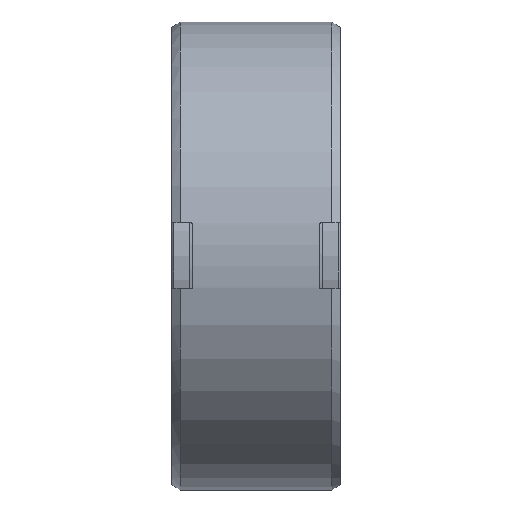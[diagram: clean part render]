
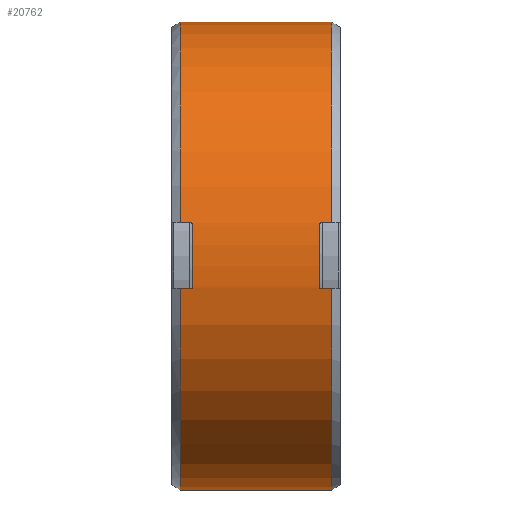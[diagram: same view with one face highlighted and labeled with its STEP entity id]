
A CAD part, top view. The second image highlights one B-rep face of the part: STEP entity #20762.
In plain terms, the highlighted cylindrical face has radius 50 mm (diameter 100 mm), a partial arc.
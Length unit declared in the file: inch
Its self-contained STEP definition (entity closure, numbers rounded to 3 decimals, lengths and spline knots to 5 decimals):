
#19305=CARTESIAN_POINT('',(0.5315,0.,0.));
#19306=DIRECTION('',(1.,0.,0.));
#19307=DIRECTION('',(0.,0.132,0.991));
#19308=AXIS2_PLACEMENT_3D('',#19305,#19306,#19307);
#19335=CARTESIAN_POINT('',(0.5315,0.25984,
1.95128));
#19336=CARTESIAN_POINT('',(0.5315,0.26204,
1.95099));
#19337=CARTESIAN_POINT('',(0.53235,0.26606,
1.95044));
#19338=CARTESIAN_POINT('',(0.53583,0.27128,
1.94972));
#19339=CARTESIAN_POINT('',(0.54106,0.27474,
1.94924));
#19340=CARTESIAN_POINT('',(0.54506,0.27559,
1.94912));
#19341=CARTESIAN_POINT('',(0.54724,0.27559,
1.94912));
#19343=CARTESIAN_POINT('',(0.54724,-0.27559,
1.94912));
#19344=CARTESIAN_POINT('',(0.54506,-0.27559,
1.94912));
#19345=CARTESIAN_POINT('',(0.54107,-0.27474,
1.94924));
#19346=CARTESIAN_POINT('',(0.53585,-0.2713,
1.94972));
#19347=CARTESIAN_POINT('',(0.53237,-0.26609,
1.95044));
#19348=CARTESIAN_POINT('',(0.5315,-0.26205,
1.95098));
#19349=CARTESIAN_POINT('',(0.5315,-0.25984,
1.95128));
#19351=DIRECTION('',(-1.,0.,0.));
#19352=VECTOR('',#19351,0.09055);
#19353=CARTESIAN_POINT('',(0.6378,-0.27559,
1.94912));
#19354=LINE('',#19353,#19352);
#19355=DIRECTION('',(-1.,0.,0.));
#19356=VECTOR('',#19355,0.09055);
#19357=CARTESIAN_POINT('',(-0.54724,-0.27559,
1.94912));
#19358=LINE('',#19357,#19356);
#19359=DIRECTION('',(1.,0.,0.));
#19360=VECTOR('',#19359,0.09055);
#19361=CARTESIAN_POINT('',(-0.6378,0.27559,
1.94912));
#19362=LINE('',#19361,#19360);
#19363=DIRECTION('',(1.,0.,0.));
#19364=VECTOR('',#19363,0.09055);
#19365=CARTESIAN_POINT('',(0.54724,0.27559,
1.94912));
#19366=LINE('',#19365,#19364);
#19386=CARTESIAN_POINT('',(0.6378,0.,0.));
#19387=DIRECTION('',(1.,0.,0.));
#19388=DIRECTION('',(0.,-0.14,0.99));
#19389=AXIS2_PLACEMENT_3D('',#19386,#19387,#19388);
#19501=DIRECTION('',(-1.,0.,0.));
#19502=VECTOR('',#19501,1.27559);
#19503=CARTESIAN_POINT('',(0.6378,-1.9685,0.));
#19504=LINE('',#19503,#19502);
#19529=DIRECTION('',(1.,0.,0.));
#19530=VECTOR('',#19529,1.27559);
#19531=CARTESIAN_POINT('',(-0.6378,1.9685,
0.));
#19532=LINE('',#19531,#19530);
#19576=CARTESIAN_POINT('',(-0.54724,-0.27559,
1.94912));
#19577=CARTESIAN_POINT('',(-0.54519,-0.27559,
1.94912));
#19578=CARTESIAN_POINT('',(-0.54108,-0.27478,
1.94923));
#19579=CARTESIAN_POINT('',(-0.53585,-0.27129,
1.94972));
#19580=CARTESIAN_POINT('',(-0.53233,-0.26607,
1.95044));
#19581=CARTESIAN_POINT('',(-0.5315,-0.26193,
1.951));
#19582=CARTESIAN_POINT('',(-0.5315,-0.25984,
1.95128));
#19600=CARTESIAN_POINT('',(-0.5315,0.,0.));
#19601=DIRECTION('',(-1.,0.,0.));
#19602=DIRECTION('',(0.,-0.132,0.991));
#19603=AXIS2_PLACEMENT_3D('',#19600,#19601,#19602);
#19622=CARTESIAN_POINT('',(-0.5315,0.25984,
1.95128));
#19623=CARTESIAN_POINT('',(-0.5315,0.26192,
1.951));
#19624=CARTESIAN_POINT('',(-0.53233,0.26607,
1.95044));
#19625=CARTESIAN_POINT('',(-0.53585,0.2713,
1.94972));
#19626=CARTESIAN_POINT('',(-0.54109,0.27478,
1.94923));
#19627=CARTESIAN_POINT('',(-0.54519,0.27559,
1.94912));
#19628=CARTESIAN_POINT('',(-0.54724,0.27559,
1.94912));
#19695=CARTESIAN_POINT('',(-0.6378,0.,0.));
#19696=DIRECTION('',(-1.,0.,0.));
#19697=DIRECTION('',(0.,0.14,0.99));
#19698=AXIS2_PLACEMENT_3D('',#19695,#19696,#19697);
#19711=CARTESIAN_POINT('',(-0.6378,0.,0.));
#19712=DIRECTION('',(-1.,0.,0.));
#19713=DIRECTION('',(0.,-1.,0.));
#19714=AXIS2_PLACEMENT_3D('',#19711,#19712,#19713);
#19902=CARTESIAN_POINT('',(0.6378,0.,0.));
#19903=DIRECTION('',(1.,0.,0.));
#19904=DIRECTION('',(0.,1.,0.));
#19905=AXIS2_PLACEMENT_3D('',#19902,#19903,#19904);
#20077=CARTESIAN_POINT('',(-0.54724,-0.27559,
1.94912));
#20078=VERTEX_POINT('',#20077);
#20081=CARTESIAN_POINT('',(-0.6378,-0.27559,
1.94912));
#20082=VERTEX_POINT('',#20081);
#20086=VERTEX_POINT('',#19582);
#20093=CARTESIAN_POINT('',(-0.6378,0.27559,
1.94912));
#20094=CARTESIAN_POINT('',(-0.54724,0.27559,
1.94912));
#20095=VERTEX_POINT('',#20093);
#20096=VERTEX_POINT('',#20094);
#20099=CARTESIAN_POINT('',(-0.5315,0.25984,
1.95128));
#20100=VERTEX_POINT('',#20099);
#20101=CARTESIAN_POINT('',(-0.6378,-1.9685,0.));
#20102=VERTEX_POINT('',#20101);
#20110=CARTESIAN_POINT('',(0.6378,-1.9685,0.));
#20111=VERTEX_POINT('',#20110);
#20112=VERTEX_POINT('',#19335);
#20113=VERTEX_POINT('',#19341);
#20117=CARTESIAN_POINT('',(-0.6378,1.9685,
0.));
#20118=VERTEX_POINT('',#20117);
#20119=CARTESIAN_POINT('',(0.6378,-0.27559,
1.94912));
#20120=VERTEX_POINT('',#20119);
#20121=CARTESIAN_POINT('',(0.6378,0.27559,
1.94912));
#20122=VERTEX_POINT('',#20121);
#20123=CARTESIAN_POINT('',(0.5315,-0.25984,
1.95128));
#20124=VERTEX_POINT('',#20123);
#20133=CARTESIAN_POINT('',(0.6378,1.9685,
0.));
#20134=VERTEX_POINT('',#20133);
#20135=CARTESIAN_POINT('',(0.54724,-0.27559,
1.94912));
#20136=VERTEX_POINT('',#20135);
#20728=CARTESIAN_POINT('',(-0.70866,0.,0.));
#20729=DIRECTION('',(1.,0.,0.));
#20730=DIRECTION('',(0.,-1.,0.));
#20731=AXIS2_PLACEMENT_3D('',#20728,#20729,#20730);
#20732=CYLINDRICAL_SURFACE('',#20731,1.9685);
#20733=ORIENTED_EDGE('',*,*,#20635,.F.);
#20734=ORIENTED_EDGE('',*,*,#20685,.T.);
#20735=ORIENTED_EDGE('',*,*,#20700,.F.);
#20736=ORIENTED_EDGE('',*,*,#20711,.F.);
#20738=ORIENTED_EDGE('',*,*,#20737,.T.);
#20740=ORIENTED_EDGE('',*,*,#20739,.T.);
#20742=ORIENTED_EDGE('',*,*,#20741,.T.);
#20744=ORIENTED_EDGE('',*,*,#20743,.F.);
#20746=ORIENTED_EDGE('',*,*,#20745,.T.);
#20748=ORIENTED_EDGE('',*,*,#20747,.T.);
#20750=ORIENTED_EDGE('',*,*,#20749,.T.);
#20752=ORIENTED_EDGE('',*,*,#20751,.F.);
#20754=ORIENTED_EDGE('',*,*,#20753,.T.);
#20756=ORIENTED_EDGE('',*,*,#20755,.T.);
#20758=ORIENTED_EDGE('',*,*,#20757,.T.);
#20759=ORIENTED_EDGE('',*,*,#20612,.F.);
#20760=EDGE_LOOP('',(#20733,#20734,#20735,#20736,#20738,#20740,#20742,#20744,
#20746,#20748,#20750,#20752,#20754,#20756,#20758,#20759));
#20761=FACE_OUTER_BOUND('',#20760,.F.);
#19309=CIRCLE('',#19308,1.9685);
#19342=B_SPLINE_CURVE_WITH_KNOTS('',3,(#19335,#19336,#19337,#19338,#19339,
#19340,#19341),.UNSPECIFIED.,.F.,.F.,(4,1,1,1,4),(0.,0.25,0.5,0.75,
1.),.UNSPECIFIED.);
#19350=B_SPLINE_CURVE_WITH_KNOTS('',3,(#19343,#19344,#19345,#19346,#19347,
#19348,#19349),.UNSPECIFIED.,.F.,.F.,(4,1,1,1,4),(0.,0.25,0.5,0.75,
1.),.UNSPECIFIED.);
#19390=CIRCLE('',#19389,1.9685);
#19583=B_SPLINE_CURVE_WITH_KNOTS('',3,(#19576,#19577,#19578,#19579,#19580,
#19581,#19582),.UNSPECIFIED.,.F.,.F.,(4,1,1,1,4),(0.,0.25,0.5,0.75,
1.),.UNSPECIFIED.);
#19604=CIRCLE('',#19603,1.9685);
#19629=B_SPLINE_CURVE_WITH_KNOTS('',3,(#19622,#19623,#19624,#19625,#19626,
#19627,#19628),.UNSPECIFIED.,.F.,.F.,(4,1,1,1,4),(0.,0.25,0.5,0.75,
1.),.UNSPECIFIED.);
#19699=CIRCLE('',#19698,1.9685);
#19715=CIRCLE('',#19714,1.9685);
#19906=CIRCLE('',#19905,1.9685);
#20612=EDGE_CURVE('',#20113,#20122,#19366,.T.);
#20635=EDGE_CURVE('',#20112,#20113,#19342,.T.);
#20685=EDGE_CURVE('',#20112,#20124,#19309,.T.);
#20700=EDGE_CURVE('',#20136,#20124,#19350,.T.);
#20711=EDGE_CURVE('',#20120,#20136,#19354,.T.);
#20737=EDGE_CURVE('',#20120,#20111,#19390,.T.);
#20739=EDGE_CURVE('',#20111,#20102,#19504,.T.);
#20741=EDGE_CURVE('',#20102,#20082,#19715,.T.);
#20743=EDGE_CURVE('',#20078,#20082,#19358,.T.);
#20745=EDGE_CURVE('',#20078,#20086,#19583,.T.);
#20747=EDGE_CURVE('',#20086,#20100,#19604,.T.);
#20749=EDGE_CURVE('',#20100,#20096,#19629,.T.);
#20751=EDGE_CURVE('',#20095,#20096,#19362,.T.);
#20753=EDGE_CURVE('',#20095,#20118,#19699,.T.);
#20755=EDGE_CURVE('',#20118,#20134,#19532,.T.);
#20757=EDGE_CURVE('',#20134,#20122,#19906,.T.);
#20762=ADVANCED_FACE('',(#20761),#20732,.T.);
